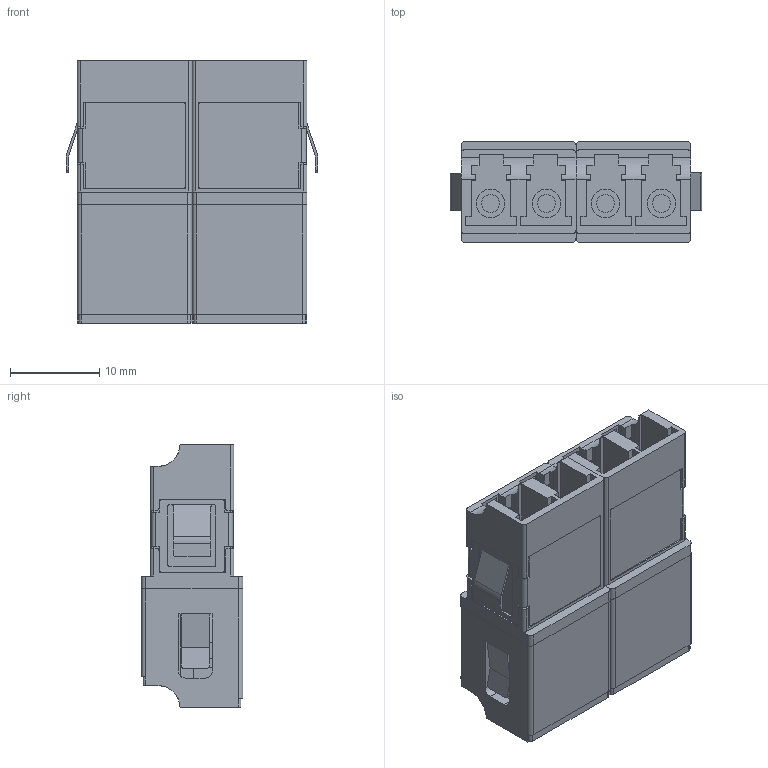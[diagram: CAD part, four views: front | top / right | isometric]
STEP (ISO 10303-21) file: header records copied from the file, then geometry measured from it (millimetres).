
FILE_DESCRIPTION (( 'STEP AP214' ), '1' );
FILE_NAME ('FOA-814-BLU_3D.STEP', '2022-02-14T22:55:33', ( '' ), ( '' ), 'SwSTEP 2.0', 'SolidWorks 2021', '' );
FILE_SCHEMA (( 'AUTOMOTIVE_DESIGN' ));
Length unit declared in the file: inch
Products named in the file (3): FOA-814-BLU_3D; FOA-814-BLU; FOA-985_MOUNTING CLIP_VERTICAL_SIDE
Assembly tree (3 placements, depth 2):
  FOA-814-BLU_3D
    FOA-814-BLU
    FOA-985_MOUNTING CLIP_VERTICAL_SIDE  x2
Bounding box: 28.15 x 11.35 x 29.34 mm (x, y, z)
Volume: 4219.3 mm3; surface area: 7947.6 mm2
Topology: 8 solids, 8 shells, 772 faces, 2172 edges, 1424 vertices
Faces by surface type: plane 624, cylinder 148
Entity records: 28961 total; most frequent: CARTESIAN_POINT 4056, ORIENTED_EDGE 3968, DIRECTION 3632, EDGE_CURVE 1984, LINE 1712, VECTOR 1712, VERTEX_POINT 1304, AXIS2_PLACEMENT_3D 960
